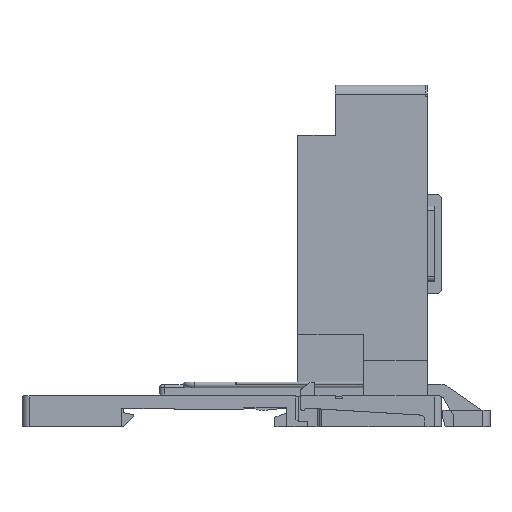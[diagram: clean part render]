
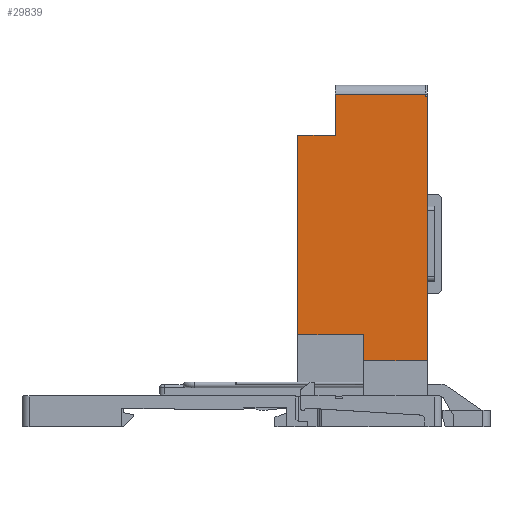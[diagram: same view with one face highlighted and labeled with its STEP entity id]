
A CAD part, top view. The second image highlights one B-rep face of the part: STEP entity #29839.
In plain terms, the highlighted planar face has unit normal (0, 0, 1).
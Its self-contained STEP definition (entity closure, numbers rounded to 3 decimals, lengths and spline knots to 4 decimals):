
#1110=DIRECTION('',(0.,1.,0.));
#1111=VECTOR('',#1110,2.2047);
#1112=CARTESIAN_POINT('',(1.7195,-0.6728,
0.6654));
#1113=LINE('',#1112,#1111);
#1468=DIRECTION('',(0.,1.,0.));
#1469=VECTOR('',#1468,0.0197);
#1470=CARTESIAN_POINT('',(1.7077,1.5319,0.6654));
#1471=LINE('',#1470,#1469);
#1482=DIRECTION('',(1.,0.,0.));
#1483=VECTOR('',#1482,0.0118);
#1484=CARTESIAN_POINT('',(1.7077,1.5319,0.6654));
#1485=LINE('',#1484,#1483);
#1489=DIRECTION('',(-1.,0.,0.));
#1490=VECTOR('',#1489,0.5315);
#1491=CARTESIAN_POINT('',(1.7195,-0.6728,
0.6654));
#1492=LINE('',#1491,#1490);
#1496=DIRECTION('',(0.,1.,0.));
#1497=VECTOR('',#1496,0.2165);
#1498=CARTESIAN_POINT('',(1.188,-0.6728,
0.6654));
#1499=LINE('',#1498,#1497);
#1503=DIRECTION('',(-1.,0.,0.));
#1504=VECTOR('',#1503,0.5512);
#1505=CARTESIAN_POINT('',(1.188,-0.4563,
0.6654));
#1506=LINE('',#1505,#1504);
#1510=DIRECTION('',(0.,1.,0.));
#1511=VECTOR('',#1510,1.6654);
#1512=CARTESIAN_POINT('',(0.6368,-0.4563,
0.6654));
#1513=LINE('',#1512,#1511);
#1517=DIRECTION('',(1.,0.,0.));
#1518=VECTOR('',#1517,0.315);
#1519=CARTESIAN_POINT('',(0.6368,1.2091,
0.6654));
#1520=LINE('',#1519,#1518);
#1524=DIRECTION('',(0.,1.,0.));
#1525=VECTOR('',#1524,0.3425);
#1526=CARTESIAN_POINT('',(0.9518,1.2091,
0.6654));
#1527=LINE('',#1526,#1525);
#6691=DIRECTION('',(-1.,0.,0.));
#6692=VECTOR('',#6691,0.7559);
#6693=CARTESIAN_POINT('',(1.7077,1.5516,0.6654));
#6694=LINE('',#6693,#6692);
#25017=CARTESIAN_POINT('',(1.7195,-0.6728,
0.6654));
#25018=VERTEX_POINT('',#25017);
#25019=CARTESIAN_POINT('',(1.7195,1.5319,
0.6654));
#25020=VERTEX_POINT('',#25019);
#25129=CARTESIAN_POINT('',(0.9518,1.2091,
0.6654));
#25130=CARTESIAN_POINT('',(0.9518,1.5516,
0.6654));
#25131=VERTEX_POINT('',#25129);
#25132=VERTEX_POINT('',#25130);
#25145=CARTESIAN_POINT('',(1.7077,1.5319,
0.6654));
#25146=CARTESIAN_POINT('',(1.7077,1.5516,
0.6654));
#25147=VERTEX_POINT('',#25145);
#25148=VERTEX_POINT('',#25146);
#25149=CARTESIAN_POINT('',(1.188,-0.6728,
0.6654));
#25150=VERTEX_POINT('',#25149);
#25151=CARTESIAN_POINT('',(1.188,-0.4563,
0.6654));
#25152=VERTEX_POINT('',#25151);
#25153=CARTESIAN_POINT('',(0.6368,-0.4563,
0.6654));
#25154=VERTEX_POINT('',#25153);
#25155=CARTESIAN_POINT('',(0.6368,1.2091,
0.6654));
#25156=VERTEX_POINT('',#25155);
#29814=CARTESIAN_POINT('',(0.9518,1.6304,
0.6654));
#29815=DIRECTION('',(0.,0.,-1.));
#29816=DIRECTION('',(-1.,0.,0.));
#29817=AXIS2_PLACEMENT_3D('',#29814,#29815,#29816);
#29818=PLANE('',#29817);
#29819=ORIENTED_EDGE('',*,*,#29807,.F.);
#29821=ORIENTED_EDGE('',*,*,#29820,.T.);
#29822=ORIENTED_EDGE('',*,*,#29655,.F.);
#29824=ORIENTED_EDGE('',*,*,#29823,.T.);
#29826=ORIENTED_EDGE('',*,*,#29825,.T.);
#29828=ORIENTED_EDGE('',*,*,#29827,.T.);
#29830=ORIENTED_EDGE('',*,*,#29829,.T.);
#29832=ORIENTED_EDGE('',*,*,#29831,.T.);
#29834=ORIENTED_EDGE('',*,*,#29833,.T.);
#29836=ORIENTED_EDGE('',*,*,#29835,.F.);
#29837=EDGE_LOOP('',(#29819,#29821,#29822,#29824,#29826,#29828,#29830,#29832,
#29834,#29836));
#29838=FACE_OUTER_BOUND('',#29837,.F.);
#29655=EDGE_CURVE('',#25018,#25020,#1113,.T.);
#29807=EDGE_CURVE('',#25147,#25148,#1471,.T.);
#29820=EDGE_CURVE('',#25147,#25020,#1485,.T.);
#29823=EDGE_CURVE('',#25018,#25150,#1492,.T.);
#29825=EDGE_CURVE('',#25150,#25152,#1499,.T.);
#29827=EDGE_CURVE('',#25152,#25154,#1506,.T.);
#29829=EDGE_CURVE('',#25154,#25156,#1513,.T.);
#29831=EDGE_CURVE('',#25156,#25131,#1520,.T.);
#29833=EDGE_CURVE('',#25131,#25132,#1527,.T.);
#29835=EDGE_CURVE('',#25148,#25132,#6694,.T.);
#29839=ADVANCED_FACE('',(#29838),#29818,.F.);
